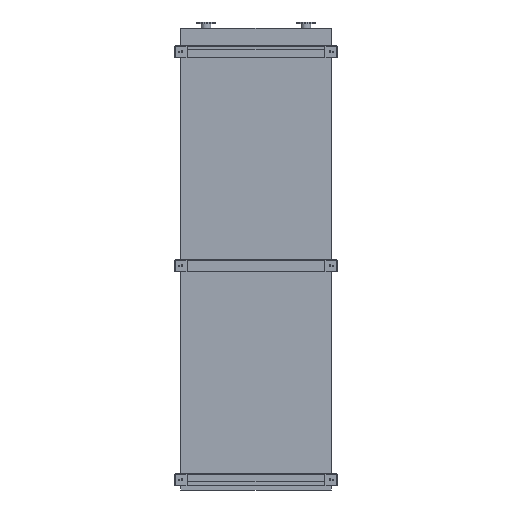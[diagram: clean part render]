
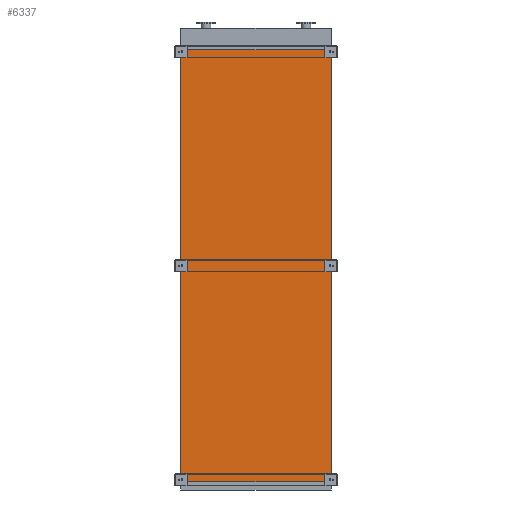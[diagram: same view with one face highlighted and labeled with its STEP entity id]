
A CAD part, front view. The second image highlights one B-rep face of the part: STEP entity #6337.
In plain terms, the highlighted planar face has unit normal (0, -1, 0).
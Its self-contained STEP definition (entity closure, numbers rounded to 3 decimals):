
#447 = DIRECTION ( 'NONE',  ( 0., 0., 1. ) ) ;
#685 = CARTESIAN_POINT ( 'NONE',  ( 845., 0., 0. ) ) ;
#2601 = ORIENTED_EDGE ( 'NONE', *, *, #14004, .F. ) ;
#2661 = CARTESIAN_POINT ( 'NONE',  ( -845., 0., 0. ) ) ;
#3143 = CARTESIAN_POINT ( 'NONE',  ( -845., 0., -4850. ) ) ;
#3147 = ORIENTED_EDGE ( 'NONE', *, *, #22768, .T. ) ;
#4041 = VECTOR ( 'NONE', #5186, 1000. ) ;
#5186 = DIRECTION ( 'NONE',  ( 1., 0., 0. ) ) ;
#5602 = DIRECTION ( 'NONE',  ( 0., 0., -1. ) ) ;
#6337 = ADVANCED_FACE ( 'NONE', ( #21946 ), #29864, .T. ) ;
#8004 = DIRECTION ( 'NONE',  ( 0., 0., 1. ) ) ;
#8835 = LINE ( 'NONE', #9958, #29008 ) ;
#9958 = CARTESIAN_POINT ( 'NONE',  ( -845., 0., -4850. ) ) ;
#10530 = LINE ( 'NONE', #22193, #4041 ) ;
#10534 = VERTEX_POINT ( 'NONE', #685 ) ;
#14004 = EDGE_CURVE ( 'NONE', #24277, #16245, #22320, .T. ) ;
#14026 = VERTEX_POINT ( 'NONE', #14946 ) ;
#14946 = CARTESIAN_POINT ( 'NONE',  ( 845., 0., -4850. ) ) ;
#14997 = EDGE_CURVE ( 'NONE', #16245, #10534, #10530, .T. ) ;
#15963 = CARTESIAN_POINT ( 'NONE',  ( -845., 0., -4850. ) ) ;
#16125 = LINE ( 'NONE', #17787, #21799 ) ;
#16245 = VERTEX_POINT ( 'NONE', #2661 ) ;
#16484 = AXIS2_PLACEMENT_3D ( 'NONE', #3143, #20166, #5602 ) ;
#16632 = VECTOR ( 'NONE', #447, 1000. ) ;
#17787 = CARTESIAN_POINT ( 'NONE',  ( 845., 0., -4850. ) ) ;
#19821 = CARTESIAN_POINT ( 'NONE',  ( -845., 0., -4850. ) ) ;
#19964 = ORIENTED_EDGE ( 'NONE', *, *, #31039, .T. ) ;
#20124 = EDGE_LOOP ( 'NONE', ( #21563, #2601, #3147, #19964 ) ) ;
#20166 = DIRECTION ( 'NONE',  ( 0., -1., 0. ) ) ;
#21563 = ORIENTED_EDGE ( 'NONE', *, *, #14997, .F. ) ;
#21799 = VECTOR ( 'NONE', #8004, 1000. ) ;
#21946 = FACE_OUTER_BOUND ( 'NONE', #20124, .T. ) ;
#22193 = CARTESIAN_POINT ( 'NONE',  ( -845., 0., 0. ) ) ;
#22320 = LINE ( 'NONE', #19821, #16632 ) ;
#22768 = EDGE_CURVE ( 'NONE', #24277, #14026, #8835, .T. ) ;
#24277 = VERTEX_POINT ( 'NONE', #15963 ) ;
#24515 = DIRECTION ( 'NONE',  ( 1., 0., 0. ) ) ;
#29008 = VECTOR ( 'NONE', #24515, 1000. ) ;
#29864 = PLANE ( 'NONE',  #16484 ) ;
#31039 = EDGE_CURVE ( 'NONE', #14026, #10534, #16125, .T. ) ;
